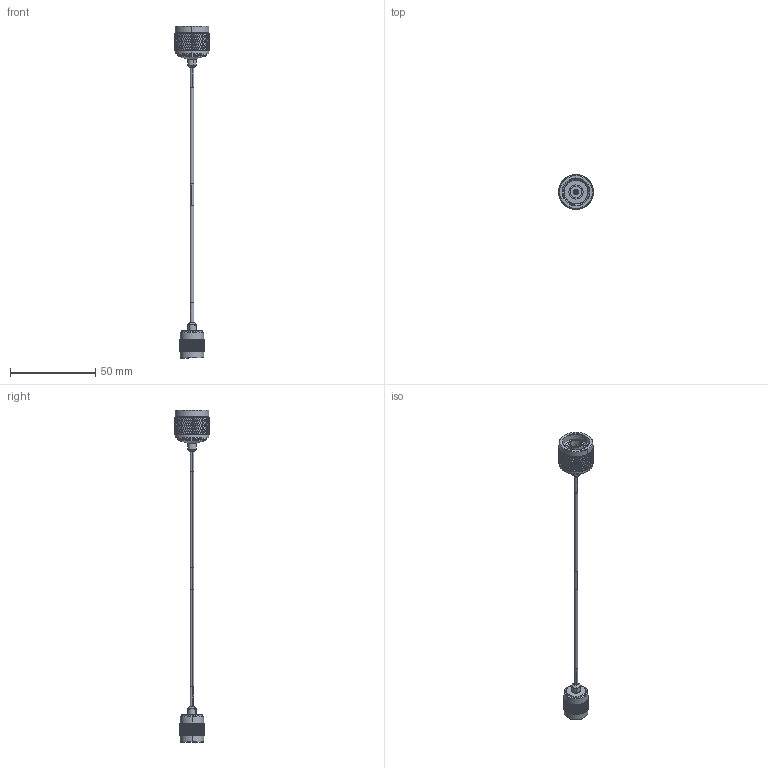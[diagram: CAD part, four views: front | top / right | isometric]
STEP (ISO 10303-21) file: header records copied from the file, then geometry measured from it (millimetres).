
FILE_DESCRIPTION (( 'STEP AP214' ), '1' );
FILE_NAME ('LCCA30576.step', '2020-06-22T21:50:08', ( '' ), ( '' ), 'SwSTEP 2.0', 'SolidWorks 2018', '' );
FILE_SCHEMA (( 'AUTOMOTIVE_DESIGN' ));
Length unit declared in the file: inch
Products named in the file (6): 1AW01-002_.08 ID; LC085TB (085 FORMABLE); LCCA30576; LCCN3058; LCCN3044_HS; LCCN3050
Assembly tree (6 placements, depth 2):
  LCCA30576
    LC085TB (085 FORMABLE)
    1AW01-002_.08 ID
    LCCN3044_HS  x2
    LCCN3058
    LCCN3050
Bounding box: 20.32 x 20.32 x 194.31 mm (x, y, z)
Volume: 6590.8 mm3; surface area: 6845.8 mm2
Topology: 6 solids, 6 shells, 4491 faces, 9556 edges, 5091 vertices
Faces by surface type: bspline 3482, cylinder 908, plane 51, cone 38, torus 12
Entity records: 176991 total; most frequent: CARTESIAN_POINT 118911, ORIENTED_EDGE 19084, EDGE_CURVE 9542, VERTEX_POINT 5083, EDGE_LOOP 4499, ADVANCED_FACE 4483, FACE_OUTER_BOUND 4483, B_SPLINE_CURVE_WITH_KNOTS 4090
